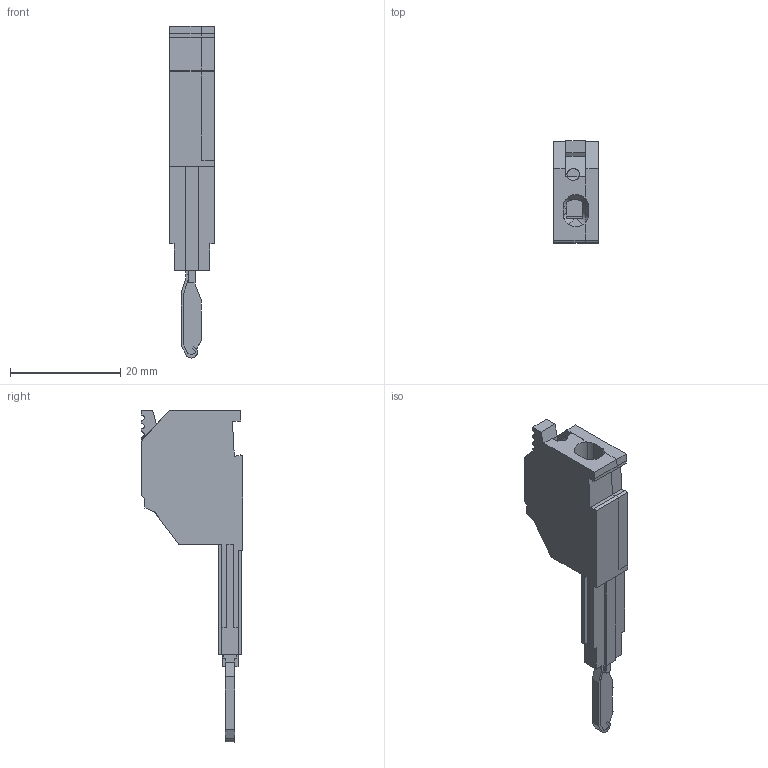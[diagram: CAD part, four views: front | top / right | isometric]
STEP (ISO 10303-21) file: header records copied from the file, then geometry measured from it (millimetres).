
FILE_DESCRIPTION(('Creo Elements/Direct Modeling STEP Export'),'2;1');
FILE_NAME('model.stp','2024-01-30T12:11:39',(''),(''),'Creo Elements/Direct Modeling STEP processor for AP214 (Solid Model)','Creo Elements/Direct Modeling 20.1D 10-Oct-2020 (C) Parametric Technology GmbH','');
FILE_SCHEMA(('AUTOMOTIVE_DESIGN { 1 0 10303 214 1 1 1 1 }'));
Length unit declared in the file: millimetre
Products named in the file (2): LPO_6_E-SELECT
Assembly tree (1 placements, depth 2):
  LPO_6_E-SELECT
    LPO_6_E-SELECT
Bounding box: 8.15 x 18.5 x 60.33 mm (x, y, z)
Volume: 3547.3 mm3; surface area: 2454.7 mm2
Topology: 1 solids, 1 shells, 162 faces, 472 edges, 313 vertices
Faces by surface type: plane 140, cylinder 22
Entity records: 7068 total; most frequent: CARTESIAN_POINT 1588, ORIENTED_EDGE 944, DIRECTION 759, EDGE_CURVE 472, VECTOR 389, LINE 389, VERTEX_POINT 313, AXIS2_PLACEMENT_3D 185
